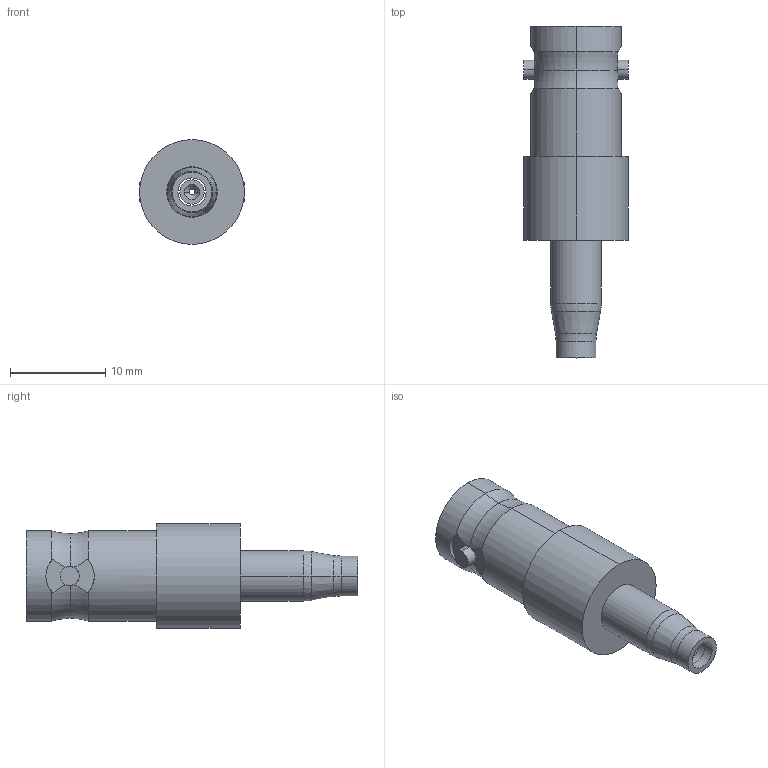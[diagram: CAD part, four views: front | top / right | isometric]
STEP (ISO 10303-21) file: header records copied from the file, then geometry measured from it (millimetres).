
FILE_DESCRIPTION (( 'STEP AP214' ), '1' );
FILE_NAME ('BAC517.STEP', '2006-08-25T19:54:58', ( 'L-COM' ), ( 'L-COM' ), 'SwSTEP 2.0', 'SolidWorks 2006052', '' );
FILE_SCHEMA (( 'AUTOMOTIVE_DESIGN' ));
Length unit declared in the file: inch
Products named in the file (5): BAC517-MA2; BAC517-MA1; BAC517; BAC517-MA3; BAC517-MA4
Assembly tree (4 placements, depth 2):
  BAC517
    BAC517-MA3
    BAC517-MA4
    BAC517-MA1
    BAC517-MA2
Bounding box: 11 x 34.85 x 11 mm (x, y, z)
Volume: 1263.6 mm3; surface area: 2467.3 mm2
Topology: 4 solids, 4 shells, 113 faces, 267 edges, 169 vertices
Faces by surface type: cylinder 46, plane 37, torus 16, cone 14
Entity records: 3654 total; most frequent: CARTESIAN_POINT 828, DIRECTION 594, ORIENTED_EDGE 534, EDGE_CURVE 267, AXIS2_PLACEMENT_3D 263, VERTEX_POINT 169, CIRCLE 143, EDGE_LOOP 128
